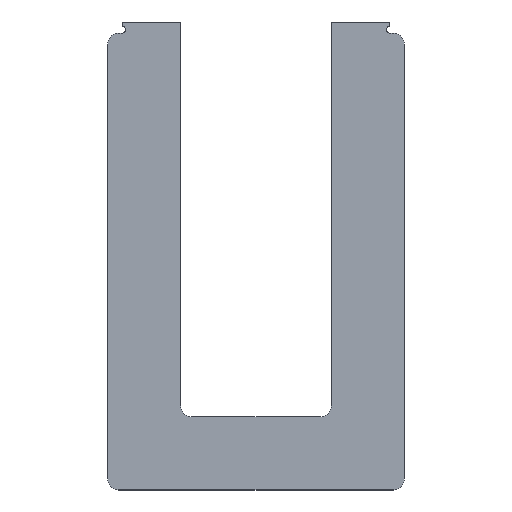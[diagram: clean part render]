
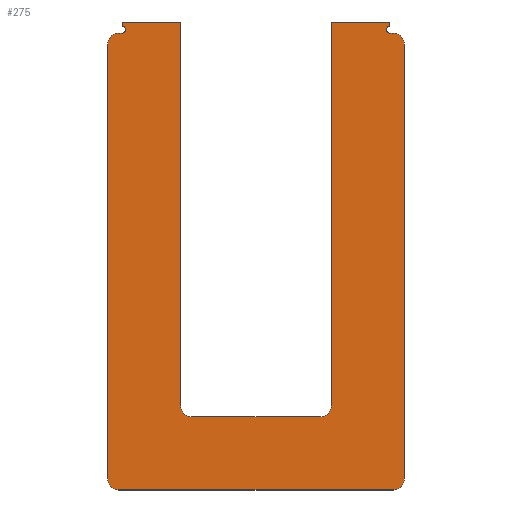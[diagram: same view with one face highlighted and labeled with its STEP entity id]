
A CAD part, top view. The second image highlights one B-rep face of the part: STEP entity #275.
In plain terms, the highlighted planar face has unit normal (0, 0, 1).
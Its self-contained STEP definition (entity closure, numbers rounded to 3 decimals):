
#49=CARTESIAN_POINT('',(62.,206.5,0.5));
#50=VERTEX_POINT('',#49);
#51=CARTESIAN_POINT('',(67.,201.5,0.5));
#52=VERTEX_POINT('',#51);
#53=CARTESIAN_POINT('',(62.,201.5,0.5));
#54=DIRECTION('',(0.0,0.0,-1.));
#55=DIRECTION('',(0.707,0.707,0.0));
#56=AXIS2_PLACEMENT_3D('',#53,#54,#55);
#57=CIRCLE('',#56,5.);
#58=EDGE_CURVE('',#50,#52,#57,.T.);
#92=CARTESIAN_POINT('',(67.,5.0,0.5));
#93=VERTEX_POINT('',#92);
#94=CARTESIAN_POINT('',(67.,201.5,0.5));
#95=DIRECTION('',(0.0,-1.0,0.0));
#96=VECTOR('',#95,196.5);
#97=LINE('',#94,#96);
#98=EDGE_CURVE('',#52,#93,#97,.T.);
#117=CARTESIAN_POINT('',(-44.379,95.142,0.5));
#118=DIRECTION('',(0.0,0.0,1.0));
#119=DIRECTION('',(1.0,0.0,0.0));
#120=AXIS2_PLACEMENT_3D('',#117,#118,#119);
#121=PLANE('',#120);
#122=ORIENTED_EDGE('',*,*,#58,.F.);
#123=CARTESIAN_POINT('',(60.4,206.5,0.5));
#124=VERTEX_POINT('',#123);
#125=CARTESIAN_POINT('',(60.4,206.5,0.5));
#126=DIRECTION('',(1.0,0.0,0.0));
#127=VECTOR('',#126,1.6);
#128=LINE('',#125,#127);
#129=EDGE_CURVE('',#124,#50,#128,.T.);
#130=ORIENTED_EDGE('',*,*,#129,.F.);
#131=CARTESIAN_POINT('',(60.4,209.5,0.5));
#132=VERTEX_POINT('',#131);
#133=CARTESIAN_POINT('',(60.4,208.0,0.5));
#134=DIRECTION('',(0.0,0.0,1.0));
#135=DIRECTION('',(0.0,-1.0,0.0));
#136=AXIS2_PLACEMENT_3D('',#133,#134,#135);
#137=CIRCLE('',#136,1.5);
#138=EDGE_CURVE('',#132,#124,#137,.T.);
#139=ORIENTED_EDGE('',*,*,#138,.F.);
#140=CARTESIAN_POINT('',(60.4,211.5,0.5));
#141=VERTEX_POINT('',#140);
#142=CARTESIAN_POINT('',(60.4,211.5,0.5));
#143=DIRECTION('',(0.0,-1.0,0.0));
#144=VECTOR('',#143,2.);
#145=LINE('',#142,#144);
#146=EDGE_CURVE('',#141,#132,#145,.T.);
#147=ORIENTED_EDGE('',*,*,#146,.F.);
#148=CARTESIAN_POINT('',(34.,211.5,0.5));
#149=VERTEX_POINT('',#148);
#150=CARTESIAN_POINT('',(34.,211.5,0.5));
#151=DIRECTION('',(1.0,0.0,0.0));
#152=VECTOR('',#151,26.4);
#153=LINE('',#150,#152);
#154=EDGE_CURVE('',#149,#141,#153,.T.);
#155=ORIENTED_EDGE('',*,*,#154,.F.);
#156=CARTESIAN_POINT('',(34.,38.,0.5));
#157=VERTEX_POINT('',#156);
#158=CARTESIAN_POINT('',(34.,38.,0.5));
#159=DIRECTION('',(0.0,1.0,0.0));
#160=VECTOR('',#159,173.5);
#161=LINE('',#158,#160);
#162=EDGE_CURVE('',#157,#149,#161,.T.);
#163=ORIENTED_EDGE('',*,*,#162,.F.);
#164=CARTESIAN_POINT('',(29.,33.0,0.5));
#165=VERTEX_POINT('',#164);
#166=CARTESIAN_POINT('',(29.,38.0,0.5));
#167=DIRECTION('',(0.0,0.0,1.));
#168=DIRECTION('',(0.707,-0.707,0.0));
#169=AXIS2_PLACEMENT_3D('',#166,#167,#168);
#170=CIRCLE('',#169,5.);
#171=EDGE_CURVE('',#165,#157,#170,.T.);
#172=ORIENTED_EDGE('',*,*,#171,.F.);
#173=CARTESIAN_POINT('',(-29.,33.,0.5));
#174=VERTEX_POINT('',#173);
#175=CARTESIAN_POINT('',(-29.,33.,0.5));
#176=DIRECTION('',(1.0,0.0,0.0));
#177=VECTOR('',#176,58.);
#178=LINE('',#175,#177);
#179=EDGE_CURVE('',#174,#165,#178,.T.);
#180=ORIENTED_EDGE('',*,*,#179,.F.);
#181=CARTESIAN_POINT('',(-34.,38.,0.5));
#182=VERTEX_POINT('',#181);
#183=CARTESIAN_POINT('',(-29.,38.,0.5));
#184=DIRECTION('',(0.0,0.0,1.));
#185=DIRECTION('',(-0.707,-0.707,0.0));
#186=AXIS2_PLACEMENT_3D('',#183,#184,#185);
#187=CIRCLE('',#186,5.);
#188=EDGE_CURVE('',#182,#174,#187,.T.);
#189=ORIENTED_EDGE('',*,*,#188,.F.);
#190=CARTESIAN_POINT('',(-34.,211.5,0.5));
#191=VERTEX_POINT('',#190);
#192=CARTESIAN_POINT('',(-34.,211.5,0.5));
#193=DIRECTION('',(0.0,-1.0,0.0));
#194=VECTOR('',#193,173.5);
#195=LINE('',#192,#194);
#196=EDGE_CURVE('',#191,#182,#195,.T.);
#197=ORIENTED_EDGE('',*,*,#196,.F.);
#198=CARTESIAN_POINT('',(-60.4,211.5,0.5));
#199=VERTEX_POINT('',#198);
#200=CARTESIAN_POINT('',(-60.4,211.5,0.5));
#201=DIRECTION('',(1.0,0.0,0.0));
#202=VECTOR('',#201,26.4);
#203=LINE('',#200,#202);
#204=EDGE_CURVE('',#199,#191,#203,.T.);
#205=ORIENTED_EDGE('',*,*,#204,.F.);
#206=CARTESIAN_POINT('',(-60.4,209.5,0.5));
#207=VERTEX_POINT('',#206);
#208=CARTESIAN_POINT('',(-60.4,209.5,0.5));
#209=DIRECTION('',(0.0,1.0,0.0));
#210=VECTOR('',#209,2.);
#211=LINE('',#208,#210);
#212=EDGE_CURVE('',#207,#199,#211,.T.);
#213=ORIENTED_EDGE('',*,*,#212,.F.);
#214=CARTESIAN_POINT('',(-60.4,206.5,0.5));
#215=VERTEX_POINT('',#214);
#216=CARTESIAN_POINT('',(-60.4,208.0,0.5));
#217=DIRECTION('',(0.0,0.0,1.0));
#218=DIRECTION('',(0.0,1.0,0.0));
#219=AXIS2_PLACEMENT_3D('',#216,#217,#218);
#220=CIRCLE('',#219,1.5);
#221=EDGE_CURVE('',#215,#207,#220,.T.);
#222=ORIENTED_EDGE('',*,*,#221,.F.);
#223=CARTESIAN_POINT('',(-62.,206.5,0.5));
#224=VERTEX_POINT('',#223);
#225=CARTESIAN_POINT('',(-62.,206.5,0.5));
#226=DIRECTION('',(1.0,0.0,0.0));
#227=VECTOR('',#226,1.6);
#228=LINE('',#225,#227);
#229=EDGE_CURVE('',#224,#215,#228,.T.);
#230=ORIENTED_EDGE('',*,*,#229,.F.);
#231=CARTESIAN_POINT('',(-67.,201.5,0.5));
#232=VERTEX_POINT('',#231);
#233=CARTESIAN_POINT('',(-62.,201.5,0.5));
#234=DIRECTION('',(0.0,0.0,-1.));
#235=DIRECTION('',(-0.707,0.707,0.0));
#236=AXIS2_PLACEMENT_3D('',#233,#234,#235);
#237=CIRCLE('',#236,5.);
#238=EDGE_CURVE('',#232,#224,#237,.T.);
#239=ORIENTED_EDGE('',*,*,#238,.F.);
#240=CARTESIAN_POINT('',(-67.,5.0,0.5));
#241=VERTEX_POINT('',#240);
#242=CARTESIAN_POINT('',(-67.,5.0,0.5));
#243=DIRECTION('',(0.0,1.0,0.0));
#244=VECTOR('',#243,196.5);
#245=LINE('',#242,#244);
#246=EDGE_CURVE('',#241,#232,#245,.T.);
#247=ORIENTED_EDGE('',*,*,#246,.F.);
#248=CARTESIAN_POINT('',(-62.,0.0,0.5));
#249=VERTEX_POINT('',#248);
#250=CARTESIAN_POINT('',(-62.,5.0,0.5));
#251=DIRECTION('',(0.0,0.0,-1.));
#252=DIRECTION('',(-0.707,-0.707,0.0));
#253=AXIS2_PLACEMENT_3D('',#250,#251,#252);
#254=CIRCLE('',#253,5.);
#255=EDGE_CURVE('',#249,#241,#254,.T.);
#256=ORIENTED_EDGE('',*,*,#255,.F.);
#257=CARTESIAN_POINT('',(62.,0.0,0.5));
#258=VERTEX_POINT('',#257);
#259=CARTESIAN_POINT('',(62.,0.0,0.5));
#260=DIRECTION('',(-1.0,0.0,0.0));
#261=VECTOR('',#260,124.);
#262=LINE('',#259,#261);
#263=EDGE_CURVE('',#258,#249,#262,.T.);
#264=ORIENTED_EDGE('',*,*,#263,.F.);
#265=CARTESIAN_POINT('',(62.,5.0,0.5));
#266=DIRECTION('',(0.0,0.0,-1.));
#267=DIRECTION('',(0.707,-0.707,0.0));
#268=AXIS2_PLACEMENT_3D('',#265,#266,#267);
#269=CIRCLE('',#268,5.);
#270=EDGE_CURVE('',#93,#258,#269,.T.);
#271=ORIENTED_EDGE('',*,*,#270,.F.);
#272=ORIENTED_EDGE('',*,*,#98,.F.);
#273=EDGE_LOOP('',(#122,#130,#139,#147,#155,#163,#172,#180,#189,#197,#205,#213,#222,#230,#239,#247,#256,#264,#271,#272));
#274=FACE_OUTER_BOUND('',#273,.T.);
#275=ADVANCED_FACE('',(#274),#121,.T.);
